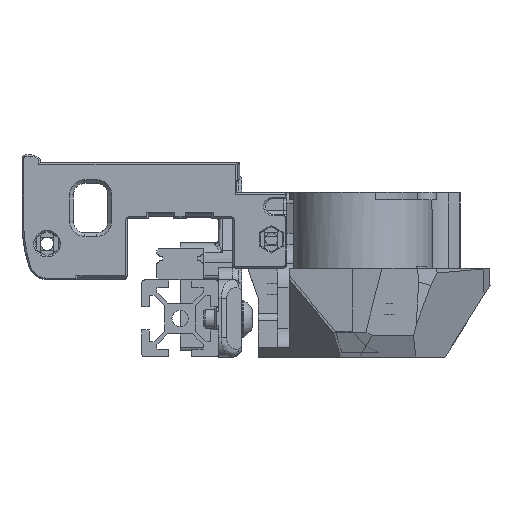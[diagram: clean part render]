
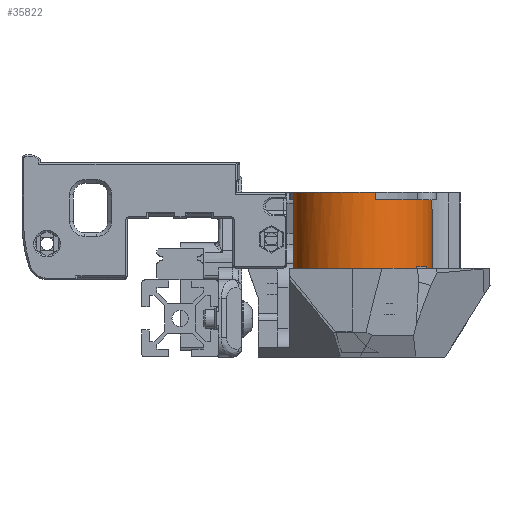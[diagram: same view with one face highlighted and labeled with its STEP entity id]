
A CAD part, left-side view. The second image highlights one B-rep face of the part: STEP entity #35822.
In plain terms, the highlighted cylindrical face has radius 18 mm (diameter 36 mm), a full revolution.
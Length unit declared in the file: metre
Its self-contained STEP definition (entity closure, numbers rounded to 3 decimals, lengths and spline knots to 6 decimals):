
#1706=CIRCLE('',#39956,0.018);
#1708=CIRCLE('',#39959,0.018);
#1710=CIRCLE('',#39963,0.018);
#1711=CIRCLE('',#39964,0.018);
#1712=CIRCLE('',#39966,0.018);
#2368=CYLINDRICAL_SURFACE('',#39967,0.018);
#8740=ORIENTED_EDGE('',*,*,#15885,.F.);
#8741=ORIENTED_EDGE('',*,*,#15881,.F.);
#8742=ORIENTED_EDGE('',*,*,#15874,.T.);
#8743=ORIENTED_EDGE('',*,*,#15883,.T.);
#8744=ORIENTED_EDGE('',*,*,#15862,.F.);
#8745=ORIENTED_EDGE('',*,*,#15879,.F.);
#8746=ORIENTED_EDGE('',*,*,#15868,.T.);
#8747=ORIENTED_EDGE('',*,*,#15884,.T.);
#8748=ORIENTED_EDGE('',*,*,#15872,.F.);
#15862=EDGE_CURVE('',#19910,#19912,#23350,.T.);
#15868=EDGE_CURVE('',#19915,#19917,#23353,.T.);
#15872=EDGE_CURVE('',#19921,#19919,#23355,.T.);
#15874=EDGE_CURVE('',#19924,#19922,#23356,.T.);
#15879=EDGE_CURVE('',#19915,#19910,#1706,.T.);
#15881=EDGE_CURVE('',#19924,#19921,#1708,.T.);
#15883=EDGE_CURVE('',#19922,#19912,#1710,.T.);
#15884=EDGE_CURVE('',#19917,#19919,#1711,.T.);
#15885=EDGE_CURVE('',#19926,#19926,#1712,.T.);
#19910=VERTEX_POINT('',#59628);
#19912=VERTEX_POINT('',#59631);
#19915=VERTEX_POINT('',#59638);
#19917=VERTEX_POINT('',#59642);
#19919=VERTEX_POINT('',#59647);
#19921=VERTEX_POINT('',#59651);
#19922=VERTEX_POINT('',#59655);
#19924=VERTEX_POINT('',#59658);
#19926=VERTEX_POINT('',#59677);
#23350=LINE('',#59630,#26899);
#23353=LINE('',#59643,#26902);
#23355=LINE('',#59652,#26904);
#23356=LINE('',#59657,#26905);
#26899=VECTOR('',#47232,1.);
#26902=VECTOR('',#47243,1.);
#26904=VECTOR('',#47251,1.);
#26905=VECTOR('',#47256,1.);
#29871=EDGE_LOOP('',(#8740));
#29872=EDGE_LOOP('',(#8741,#8742,#8743,#8744,#8745,#8746,#8747,#8748));
#32330=FACE_BOUND('',#29871,.T.);
#32331=FACE_BOUND('',#29872,.T.);
#35822=ADVANCED_FACE('',(#32330,#32331),#2368,.T.);
#39956=AXIS2_PLACEMENT_3D('',#59666,#47268,#47269);
#39959=AXIS2_PLACEMENT_3D('',#59669,#47274,#47275);
#39963=AXIS2_PLACEMENT_3D('',#59673,#47282,#47283);
#39964=AXIS2_PLACEMENT_3D('',#59674,#47284,#47285);
#39966=AXIS2_PLACEMENT_3D('',#59676,#47288,#47289);
#39967=AXIS2_PLACEMENT_3D('',#59678,#47290,#47291);
#47232=DIRECTION('',(0.,0.,1.));
#47243=DIRECTION('',(0.,0.,1.));
#47251=DIRECTION('',(0.,0.,1.));
#47256=DIRECTION('',(0.,0.,1.));
#47268=DIRECTION('',(0.,0.,1.));
#47269=DIRECTION('',(0.,-1.,0.));
#47274=DIRECTION('',(0.,0.,1.));
#47275=DIRECTION('',(0.,-1.,0.));
#47282=DIRECTION('',(0.,0.,-1.));
#47283=DIRECTION('',(0.,1.,0.));
#47284=DIRECTION('',(0.,0.,-1.));
#47285=DIRECTION('',(0.,1.,0.));
#47288=DIRECTION('',(0.,0.,-1.));
#47289=DIRECTION('',(0.,1.,0.));
#47290=DIRECTION('',(0.,0.,1.));
#47291=DIRECTION('',(0.,-1.,0.));
#59628=CARTESIAN_POINT('',(0.007593,0.024164,0.0428));
#59630=CARTESIAN_POINT('',(0.007593,0.024164,0.0248));
#59631=CARTESIAN_POINT('',(0.007593,0.024164,0.0448));
#59638=CARTESIAN_POINT('',(0.02206,0.009697,0.0428));
#59642=CARTESIAN_POINT('',(0.02206,0.009697,0.0448));
#59643=CARTESIAN_POINT('',(0.02206,0.009697,0.0248));
#59647=CARTESIAN_POINT('',(0.001114,-0.011248,0.0448));
#59651=CARTESIAN_POINT('',(0.001114,-0.011248,0.0428));
#59652=CARTESIAN_POINT('',(0.001114,-0.011248,0.0248));
#59655=CARTESIAN_POINT('',(-0.013353,0.003218,0.0448));
#59657=CARTESIAN_POINT('',(-0.013353,0.003218,0.0248));
#59658=CARTESIAN_POINT('',(-0.013353,0.003218,0.0428));
#59666=CARTESIAN_POINT('',(0.004353,0.006458,0.0428));
#59669=CARTESIAN_POINT('',(0.004353,0.006458,0.0428));
#59673=CARTESIAN_POINT('',(0.004353,0.006458,0.0448));
#59674=CARTESIAN_POINT('',(0.004353,0.006458,0.0448));
#59676=CARTESIAN_POINT('',(0.004353,0.006458,0.0248));
#59677=CARTESIAN_POINT('',(0.004353,0.024458,0.0248));
#59678=CARTESIAN_POINT('',(0.004353,0.006458,0.0248));
